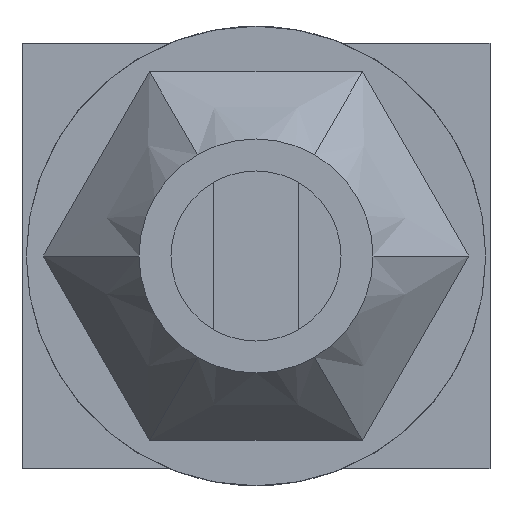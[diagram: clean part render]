
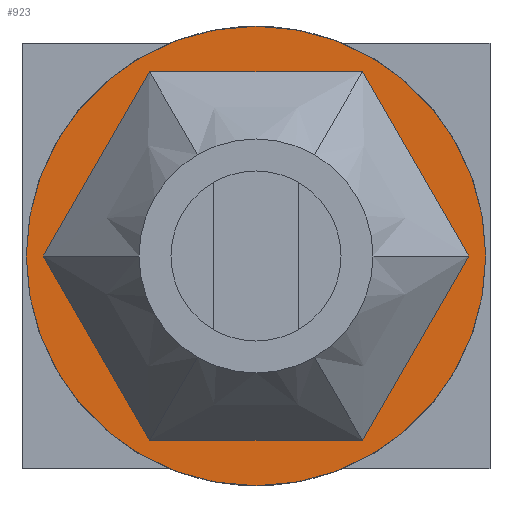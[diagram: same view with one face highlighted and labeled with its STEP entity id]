
A CAD part, front view. The second image highlights one B-rep face of the part: STEP entity #923.
In plain terms, the highlighted planar face has unit normal (0, -1, 0).
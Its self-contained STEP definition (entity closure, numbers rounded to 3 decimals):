
#785 = VERTEX_POINT('',#786);
#786 = CARTESIAN_POINT('',(5.4,-1.5,0.));
#792 = EDGE_CURVE('',#785,#785,#793,.T.);
#793 = CIRCLE('',#794,5.4);
#794 = AXIS2_PLACEMENT_3D('',#795,#796,#797);
#795 = CARTESIAN_POINT('',(0.,-1.5,0.));
#796 = DIRECTION('',(0.,-1.,0.));
#797 = DIRECTION('',(1.,0.,0.));
#923 = ADVANCED_FACE('',(#924,#927),#938,.F.);
#924 = FACE_BOUND('',#925,.T.);
#925 = EDGE_LOOP('',(#926));
#926 = ORIENTED_EDGE('',*,*,#792,.T.);
#927 = FACE_BOUND('',#928,.F.);
#928 = EDGE_LOOP('',(#929));
#929 = ORIENTED_EDGE('',*,*,#930,.T.);
#930 = EDGE_CURVE('',#931,#931,#933,.T.);
#931 = VERTEX_POINT('',#932);
#932 = CARTESIAN_POINT('',(3.,-1.5,0.));
#933 = CIRCLE('',#934,3.);
#934 = AXIS2_PLACEMENT_3D('',#935,#936,#937);
#935 = CARTESIAN_POINT('',(0.,-1.5,0.));
#936 = DIRECTION('',(0.,-1.,0.));
#937 = DIRECTION('',(1.,0.,0.));
#938 = PLANE('',#939);
#939 = AXIS2_PLACEMENT_3D('',#940,#941,#942);
#940 = CARTESIAN_POINT('',(0.,-1.5,0.));
#941 = DIRECTION('',(0.,1.,0.));
#942 = DIRECTION('',(0.,0.,1.));
